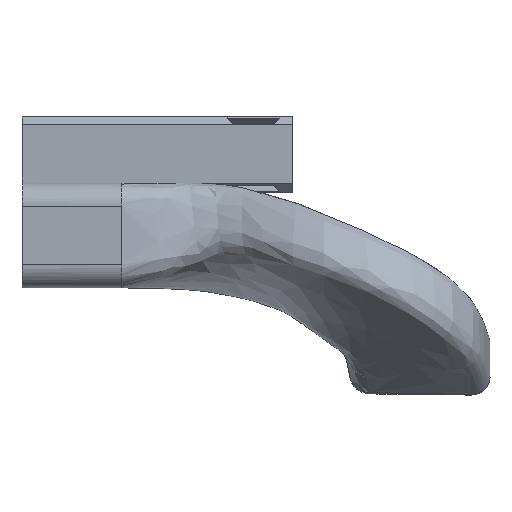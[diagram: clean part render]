
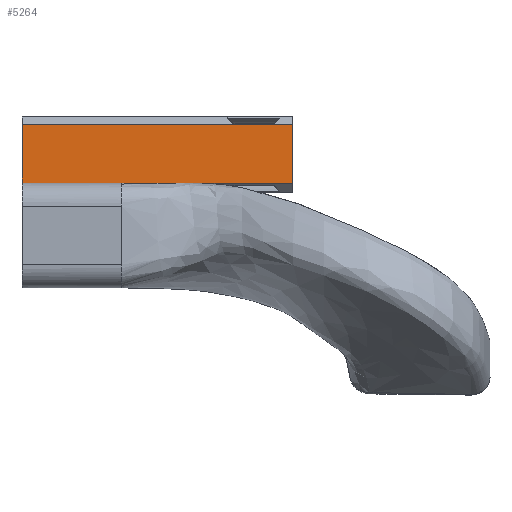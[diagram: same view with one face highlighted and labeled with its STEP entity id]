
A CAD part, left-side view. The second image highlights one B-rep face of the part: STEP entity #5264.
In plain terms, the highlighted planar face has unit normal (-1, 0, 0).
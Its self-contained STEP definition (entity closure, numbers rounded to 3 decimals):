
#150=PLANE('',#5534);
#520=FACE_OUTER_BOUND('',#789,.T.);
#789=EDGE_LOOP('',(#4324,#4325,#4326,#4327,#4328));
#1051=LINE('',#12518,#1422);
#1104=LINE('',#12712,#1475);
#1146=LINE('',#14481,#1517);
#1160=LINE('',#14510,#1531);
#1161=LINE('',#14511,#1532);
#1422=VECTOR('',#5928,7.5);
#1475=VECTOR('',#6029,7.5);
#1517=VECTOR('',#6129,10.);
#1531=VECTOR('',#6165,27.3);
#1532=VECTOR('',#6166,22.);
#2277=VERTEX_POINT('',#12515);
#2278=VERTEX_POINT('',#12517);
#2342=VERTEX_POINT('',#12709);
#2343=VERTEX_POINT('',#12711);
#2403=VERTEX_POINT('',#14479);
#2951=EDGE_CURVE('',#2277,#2278,#1051,.T.);
#3023=EDGE_CURVE('',#2343,#2342,#1104,.T.);
#3106=EDGE_CURVE('',#2403,#2277,#1146,.T.);
#3120=EDGE_CURVE('',#2342,#2278,#1160,.T.);
#3121=EDGE_CURVE('',#2343,#2403,#1161,.T.);
#4324=ORIENTED_EDGE('',*,*,#3023,.T.);
#4325=ORIENTED_EDGE('',*,*,#3120,.T.);
#4326=ORIENTED_EDGE('',*,*,#2951,.F.);
#4327=ORIENTED_EDGE('',*,*,#3106,.F.);
#4328=ORIENTED_EDGE('',*,*,#3121,.F.);
#5264=ADVANCED_FACE('',(#520),#150,.T.);
#5534=AXIS2_PLACEMENT_3D('',#14509,#6163,#6164);
#5928=DIRECTION('',(0.,0.,1.));
#6029=DIRECTION('',(0.,0.,1.));
#6129=DIRECTION('',(0.,1.,0.));
#6163=DIRECTION('center_axis',(-1.,0.,0.));
#6164=DIRECTION('ref_axis',(0.,0.,1.));
#6165=DIRECTION('',(0.,1.,0.));
#6166=DIRECTION('',(0.,1.,0.));
#12515=CARTESIAN_POINT('',(58.,21.15,-20.));
#12517=CARTESIAN_POINT('',(58.,21.15,-12.5));
#12518=CARTESIAN_POINT('',(58.,21.15,-20.));
#12709=CARTESIAN_POINT('',(58.,-13.65,-12.5));
#12711=CARTESIAN_POINT('',(58.,-13.65,-20.));
#12712=CARTESIAN_POINT('',(58.,-13.65,-20.));
#14479=CARTESIAN_POINT('',(58.,8.35,-20.));
#14481=CARTESIAN_POINT('',(58.,13.65,-20.));
#14509=CARTESIAN_POINT('Origin',(58.,-13.65,-15.75));
#14510=CARTESIAN_POINT('',(58.,-13.65,-12.5));
#14511=CARTESIAN_POINT('',(58.,-13.65,-20.));
